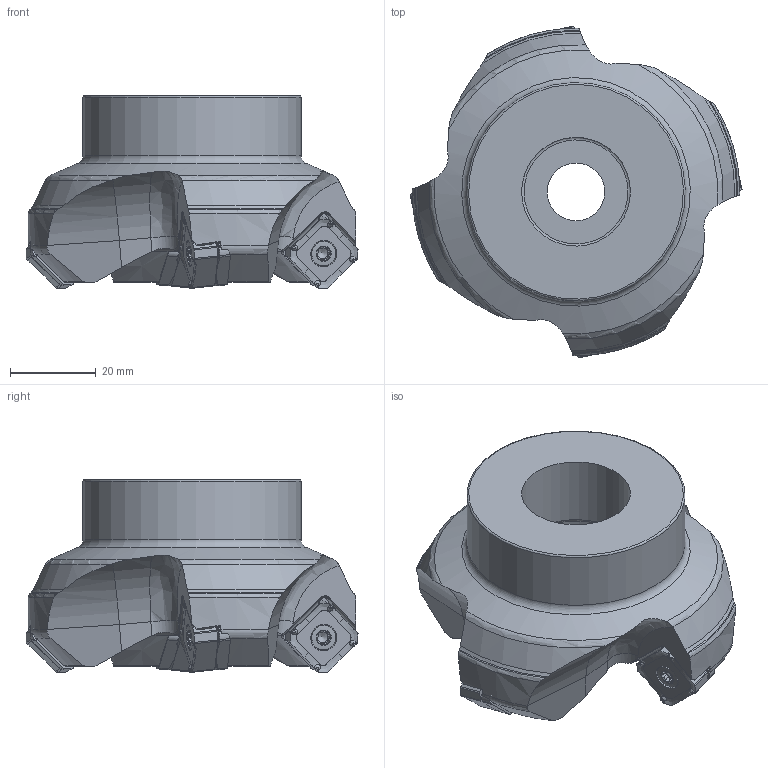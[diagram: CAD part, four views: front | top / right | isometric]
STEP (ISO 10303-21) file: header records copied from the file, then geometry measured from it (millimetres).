
FILE_DESCRIPTION(/* description */ (''),/* implementation_level */ '2;1');
FILE_NAME(/* name */ 'toolassembly_1.stp',/* time_stamp */ '2019-01-25T11:46:35+01:00',/* author */ (''),/* organization */ ('SMS'),/* preprocessor_version */ 'ST-DEVELOPER v15',/* originating_system */ 'SIEMENS PLM Software NX 8.5',/* authorisation */ '');
FILE_SCHEMA (('AUTOMOTIVE_DESIGN { 1 0 10303 214 3 1 1 1 }'));
Products named in the file (4): ASSEMBLY_CONSTRUCTION; CUT_20190125114556; NOCUT_20190125114539; TOOLASSEMBLY_1
Assembly tree (6 placements, depth 2):
  TOOLASSEMBLY_1
    NOCUT_20190125114539
    CUT_20190125114556  x4
    ASSEMBLY_CONSTRUCTION
Bounding box: 77.57 x 77.57 x 45 mm (x, y, z)
Volume: 86418.4 mm3; surface area: 20561.3 mm2
Topology: 5 solids, 5 shells, 2058 faces, 5126 edges, 3099 vertices
Faces by surface type: bspline 604, cylinder 569, plane 432, torus 171, cone 170, extrusion 80, sphere 32
Full cylindrical faces by diameter (mm): 3.5 x4, 4 x4, 4.8 x4, 5.7 x4, 13.5 x1, 21 x1, 25.411 x1, 25.9 x1, 51 x1
Entity records: 67313 total; most frequent: CARTESIAN_POINT 27881, ORIENTED_EDGE 8690, DIRECTION 7820, EDGE_CURVE 4345, AXIS2_PLACEMENT_3D 3248, VERTEX_POINT 2629, EDGE_LOOP 1862, ADVANCED_FACE 1791
